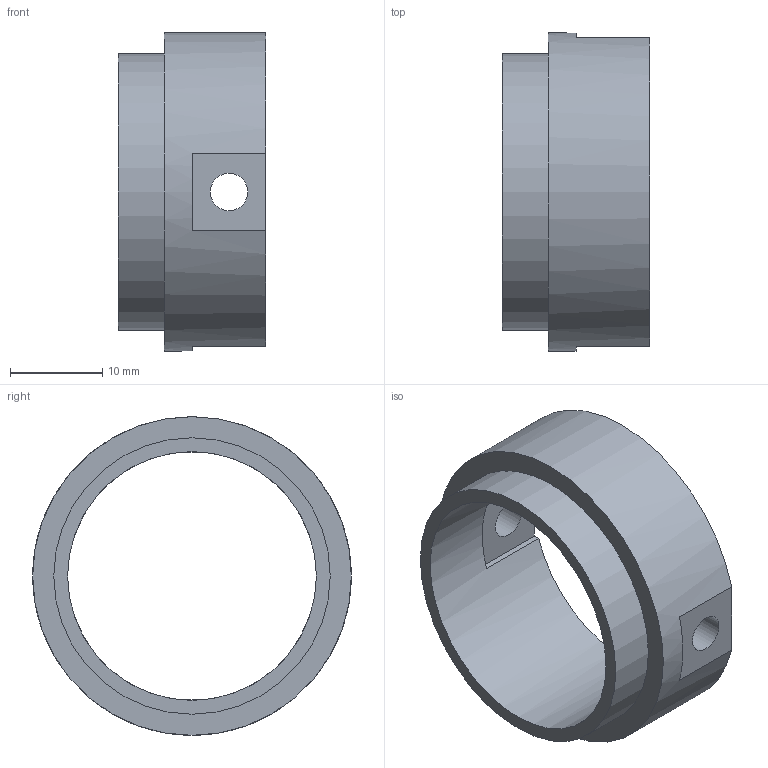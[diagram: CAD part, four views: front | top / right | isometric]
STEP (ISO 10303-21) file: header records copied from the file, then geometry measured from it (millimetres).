
FILE_DESCRIPTION(/* description */ (''),/* implementation_level */ '2;1');
FILE_NAME(/* name */ 'Rotation Joint_Inner Sleeve v1.step',/* time_stamp */ '2020-02-25T19:11:06-08:00',/* author */ (''),/* organization */ (''),/* preprocessor_version */ 'ST-DEVELOPER v18',/* originating_system */ 'Autodesk Translation Framework v8.12.0.6',/* authorisation */ '');
FILE_SCHEMA (('AUTOMOTIVE_DESIGN { 1 0 10303 214 3 1 1 }'));
Length unit declared in the file: millimetre
Products named in the file (1): Rotation Joint_Inner Sleeve
Bounding box: 16 x 34.59 x 34.59 mm (x, y, z)
Volume: 4525.2 mm3; surface area: 3806.3 mm2
Topology: 1 solids, 1 shells, 24 faces, 60 edges, 39 vertices
Faces by surface type: plane 19, cylinder 5
Full cylindrical faces by diameter (mm): 4.064 x2, 26.994 x1, 29.994 x1, 34.588 x1
Entity records: 773 total; most frequent: DIRECTION 131, CARTESIAN_POINT 124, ORIENTED_EDGE 120, EDGE_CURVE 60, AXIS2_PLACEMENT_3D 46, LINE 39, VECTOR 39, VERTEX_POINT 39
